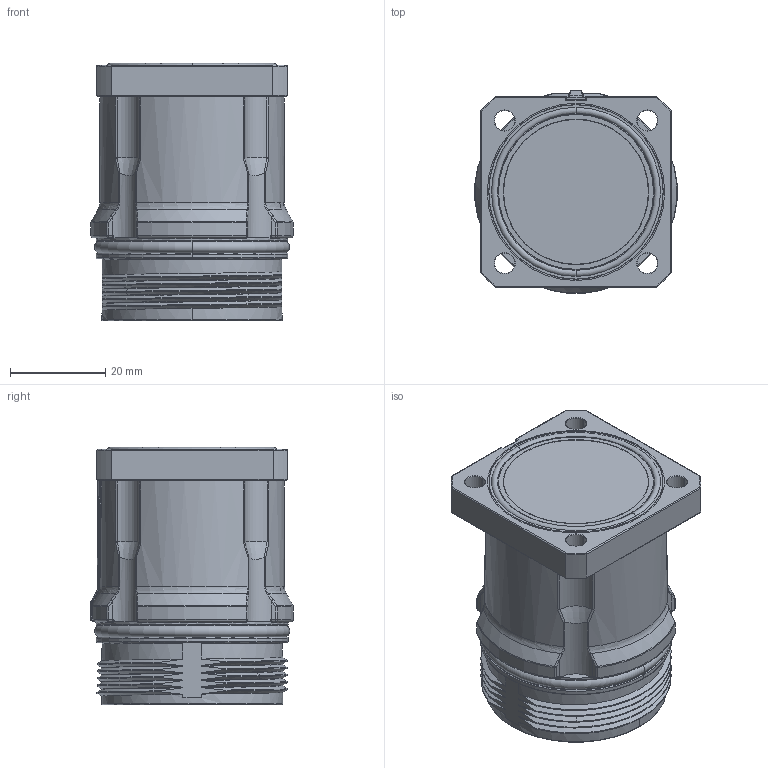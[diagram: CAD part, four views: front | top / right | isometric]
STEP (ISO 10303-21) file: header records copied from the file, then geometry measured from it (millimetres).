
FILE_DESCRIPTION((''),'2;1');
FILE_NAME('SM-5EPWN8AWT00_1613517','2013-10-25T',('vbengel'),(''),'PRO/ENGINEER BY PARAMETRIC TECHNOLOGY CORPORATION, 2012480','PRO/ENGINEER BY PARAMETRIC TECHNOLOGY CORPORATION, 2012480','');
FILE_SCHEMA(('AUTOMOTIVE_DESIGN { 1 0 10303 214 1 1 1 1 }'));
Length unit declared in the file: millimetre
Products named in the file (1): SM-5EPWN8AWT00_1613517
Bounding box: 42.46 x 42.53 x 54.06 mm (x, y, z)
Volume: 48758.2 mm3; surface area: 14857 mm2
Topology: 1 solids, 1 shells, 578 faces, 1409 edges, 863 vertices
Faces by surface type: plane 166, cylinder 147, bspline 132, torus 84, cone 25, sphere 24
Entity records: 22182 total; most frequent: CARTESIAN_POINT 9377, ORIENTED_EDGE 2818, DIRECTION 2389, EDGE_CURVE 1409, AXIS2_PLACEMENT_3D 924, VERTEX_POINT 863, EDGE_LOOP 616, FACE_OUTER_BOUND 578
